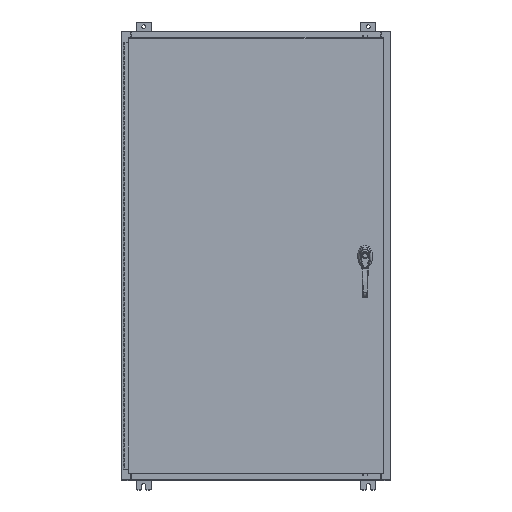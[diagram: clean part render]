
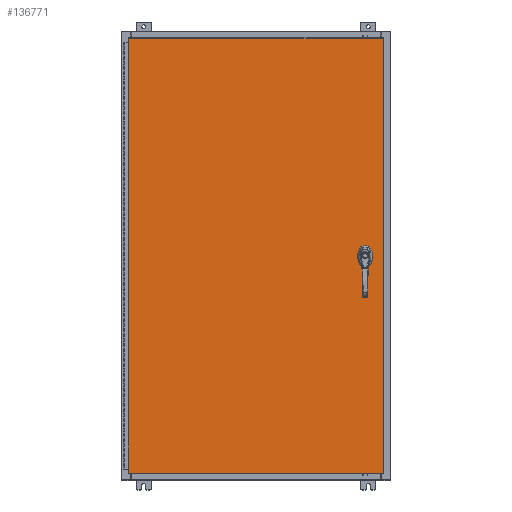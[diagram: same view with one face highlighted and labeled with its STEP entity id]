
A CAD part, top view. The second image highlights one B-rep face of the part: STEP entity #136771.
In plain terms, the highlighted planar face has unit normal (0, 0, 1).
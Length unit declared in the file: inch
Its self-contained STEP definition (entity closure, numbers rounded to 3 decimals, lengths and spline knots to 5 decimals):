
#56 = EDGE_CURVE ( 'NONE', #74209, #69352, #13637, .T. ) ;
#1335 = EDGE_LOOP ( 'NONE', ( #114745, #24327 ) ) ;
#2732 = CARTESIAN_POINT ( 'NONE',  ( 14.981, -0.20023, 0. ) ) ;
#2830 = VERTEX_POINT ( 'NONE', #51550 ) ;
#4866 = CARTESIAN_POINT ( 'NONE',  ( 14.578, -1.338, 0. ) ) ;
#6097 = ORIENTED_EDGE ( 'NONE', *, *, #56, .F. ) ;
#7460 = DIRECTION ( 'NONE',  ( 0., -1., 0. ) ) ;
#7610 = FACE_OUTER_BOUND ( 'NONE', #98444, .T. ) ;
#8010 = VERTEX_POINT ( 'NONE', #86200 ) ;
#8077 = CARTESIAN_POINT ( 'NONE',  ( 14.77823, -0.403, 0. ) ) ;
#9704 = VECTOR ( 'NONE', #7460, 39.37008 ) ;
#12548 = LINE ( 'NONE', #113924, #18044 ) ;
#13148 = VECTOR ( 'NONE', #70346, 39.37008 ) ;
#13477 = ORIENTED_EDGE ( 'NONE', *, *, #29127, .F. ) ;
#13637 = CIRCLE ( 'NONE', #43854, 0.45 ) ;
#15786 = DIRECTION ( 'NONE',  ( 1., 0., 0. ) ) ;
#16471 = CARTESIAN_POINT ( 'NONE',  ( 14.175, 0.20023, 0. ) ) ;
#16571 = CARTESIAN_POINT ( 'NONE',  ( 0., -0.403, 0. ) ) ;
#17040 = CARTESIAN_POINT ( 'NONE',  ( 14.175, 0., 0. ) ) ;
#18044 = VECTOR ( 'NONE', #124888, 39.37008 ) ;
#18515 = PLANE ( 'NONE',  #64419 ) ;
#18652 = ORIENTED_EDGE ( 'NONE', *, *, #73178, .F. ) ;
#20178 = CARTESIAN_POINT ( 'NONE',  ( 16.9903, 29.0063, 0. ) ) ;
#20830 = VERTEX_POINT ( 'NONE', #69915 ) ;
#21232 = DIRECTION ( 'NONE',  ( 0., 0., 1. ) ) ;
#21687 = DIRECTION ( 'NONE',  ( 0., -1., 0. ) ) ;
#23282 = CIRCLE ( 'NONE', #53259, 0.45 ) ;
#24292 = VERTEX_POINT ( 'NONE', #97864 ) ;
#24327 = ORIENTED_EDGE ( 'NONE', *, *, #43914, .F. ) ;
#24620 = CARTESIAN_POINT ( 'NONE',  ( 14.578, 0., 0. ) ) ;
#25240 = LINE ( 'NONE', #16571, #102319 ) ;
#26289 = CARTESIAN_POINT ( 'NONE',  ( 14.77823, 0.403, 0. ) ) ;
#27062 = EDGE_CURVE ( 'NONE', #8010, #104738, #115807, .T. ) ;
#29127 = EDGE_CURVE ( 'NONE', #2830, #38075, #70884, .T. ) ;
#30223 = AXIS2_PLACEMENT_3D ( 'NONE', #24620, #101213, #35642 ) ;
#35642 = DIRECTION ( 'NONE',  ( 1., 0., 0. ) ) ;
#37083 = VECTOR ( 'NONE', #104661, 39.37008 ) ;
#38075 = VERTEX_POINT ( 'NONE', #119708 ) ;
#43142 = VERTEX_POINT ( 'NONE', #2732 ) ;
#43854 = AXIS2_PLACEMENT_3D ( 'NONE', #58715, #120062, #107660 ) ;
#43914 = EDGE_CURVE ( 'NONE', #20830, #24292, #105678, .T. ) ;
#44045 = CARTESIAN_POINT ( 'NONE',  ( 14.981, 0.20023, 0. ) ) ;
#44097 = CARTESIAN_POINT ( 'NONE',  ( 14.578, 0., 0. ) ) ;
#46144 = AXIS2_PLACEMENT_3D ( 'NONE', #52165, #128728, #63161 ) ;
#47702 = CARTESIAN_POINT ( 'NONE',  ( -16.9903, -29.0063, 0. ) ) ;
#51496 = CARTESIAN_POINT ( 'NONE',  ( 0., 0., 0. ) ) ;
#51550 = CARTESIAN_POINT ( 'NONE',  ( 14.175, -0.20023, 0. ) ) ;
#52165 = CARTESIAN_POINT ( 'NONE',  ( 14.578, -1.338, 0. ) ) ;
#53259 = AXIS2_PLACEMENT_3D ( 'NONE', #44097, #120666, #55069 ) ;
#55069 = DIRECTION ( 'NONE',  ( 1., 0., 0. ) ) ;
#57717 = EDGE_CURVE ( 'NONE', #132890, #8010, #108212, .T. ) ;
#58715 = CARTESIAN_POINT ( 'NONE',  ( 14.578, 0., 0. ) ) ;
#60062 = AXIS2_PLACEMENT_3D ( 'NONE', #86802, #21232, #97826 ) ;
#62324 = FACE_BOUND ( 'NONE', #1335, .T. ) ;
#62505 = DIRECTION ( 'NONE',  ( -1., 0., 0. ) ) ;
#63161 = DIRECTION ( 'NONE',  ( 1., 0., 0. ) ) ;
#64176 = DIRECTION ( 'NONE',  ( -1., 0., 0. ) ) ;
#64419 = AXIS2_PLACEMENT_3D ( 'NONE', #51496, #128056, #62505 ) ;
#65529 = EDGE_CURVE ( 'NONE', #24292, #20830, #134464, .T. ) ;
#65794 = FACE_BOUND ( 'NONE', #73981, .T. ) ;
#69352 = VERTEX_POINT ( 'NONE', #16471 ) ;
#69915 = CARTESIAN_POINT ( 'NONE',  ( 14.4065, -1.338, 0. ) ) ;
#70346 = DIRECTION ( 'NONE',  ( -1., 0., 0. ) ) ;
#70884 = CIRCLE ( 'NONE', #60062, 0.45 ) ;
#73178 = EDGE_CURVE ( 'NONE', #125301, #43142, #78985, .T. ) ;
#73789 = CARTESIAN_POINT ( 'NONE',  ( -16.9903, -29.0063, 0. ) ) ;
#73981 = EDGE_LOOP ( 'NONE', ( #134333, #18652, #109199, #13477, #118714, #6097, #92022, #87200 ) ) ;
#74209 = VERTEX_POINT ( 'NONE', #83649 ) ;
#75509 = VECTOR ( 'NONE', #21687, 39.37008 ) ;
#78203 = LINE ( 'NONE', #80929, #13148 ) ;
#78985 = CIRCLE ( 'NONE', #30223, 0.45 ) ;
#79057 = VECTOR ( 'NONE', #64176, 39.37008 ) ;
#80929 = CARTESIAN_POINT ( 'NONE',  ( 0., 0.403, 0. ) ) ;
#81369 = DIRECTION ( 'NONE',  ( 0., 0., 1. ) ) ;
#81791 = EDGE_CURVE ( 'NONE', #112281, #43142, #133792, .T. ) ;
#83649 = CARTESIAN_POINT ( 'NONE',  ( 14.37777, 0.403, 0. ) ) ;
#86200 = CARTESIAN_POINT ( 'NONE',  ( -16.9903, 29.0063, 0. ) ) ;
#86802 = CARTESIAN_POINT ( 'NONE',  ( 14.578, 0., 0. ) ) ;
#87200 = ORIENTED_EDGE ( 'NONE', *, *, #87832, .F. ) ;
#87832 = EDGE_CURVE ( 'NONE', #112281, #118158, #23282, .T. ) ;
#88362 = EDGE_CURVE ( 'NONE', #88617, #132890, #12548, .T. ) ;
#88617 = VERTEX_POINT ( 'NONE', #112856 ) ;
#92022 = ORIENTED_EDGE ( 'NONE', *, *, #128045, .F. ) ;
#93191 = DIRECTION ( 'NONE',  ( 1., 0., 0. ) ) ;
#95297 = LINE ( 'NONE', #17040, #37083 ) ;
#97051 = ORIENTED_EDGE ( 'NONE', *, *, #27062, .T. ) ;
#97826 = DIRECTION ( 'NONE',  ( 1., 0., 0. ) ) ;
#97864 = CARTESIAN_POINT ( 'NONE',  ( 14.7495, -1.338, 0. ) ) ;
#98284 = CARTESIAN_POINT ( 'NONE',  ( 14.981, 0., 0. ) ) ;
#98444 = EDGE_LOOP ( 'NONE', ( #117230, #129583, #127382, #97051 ) ) ;
#101213 = DIRECTION ( 'NONE',  ( 0., 0., 1. ) ) ;
#102319 = VECTOR ( 'NONE', #93191, 39.37008 ) ;
#103800 = EDGE_CURVE ( 'NONE', #38075, #125301, #25240, .T. ) ;
#104661 = DIRECTION ( 'NONE',  ( 0., -1., 0. ) ) ;
#104738 = VERTEX_POINT ( 'NONE', #73789 ) ;
#105678 = CIRCLE ( 'NONE', #127111, 0.1715 ) ;
#105912 = EDGE_CURVE ( 'NONE', #69352, #2830, #95297, .T. ) ;
#107660 = DIRECTION ( 'NONE',  ( 1., 0., 0. ) ) ;
#108212 = LINE ( 'NONE', #20178, #79057 ) ;
#109199 = ORIENTED_EDGE ( 'NONE', *, *, #103800, .F. ) ;
#112281 = VERTEX_POINT ( 'NONE', #44045 ) ;
#112856 = CARTESIAN_POINT ( 'NONE',  ( 16.9903, -29.0063, 0. ) ) ;
#112964 = EDGE_CURVE ( 'NONE', #104738, #88617, #114127, .T. ) ;
#113924 = CARTESIAN_POINT ( 'NONE',  ( 16.9903, -29.0063, 0. ) ) ;
#114127 = LINE ( 'NONE', #47702, #139796 ) ;
#114745 = ORIENTED_EDGE ( 'NONE', *, *, #65529, .F. ) ;
#115807 = LINE ( 'NONE', #138506, #9704 ) ;
#117230 = ORIENTED_EDGE ( 'NONE', *, *, #112964, .T. ) ;
#118158 = VERTEX_POINT ( 'NONE', #26289 ) ;
#118714 = ORIENTED_EDGE ( 'NONE', *, *, #105912, .F. ) ;
#119708 = CARTESIAN_POINT ( 'NONE',  ( 14.37777, -0.403, 0. ) ) ;
#120062 = DIRECTION ( 'NONE',  ( 0., 0., 1. ) ) ;
#120666 = DIRECTION ( 'NONE',  ( 0., 0., 1. ) ) ;
#121807 = CARTESIAN_POINT ( 'NONE',  ( 16.9903, 29.0063, 0. ) ) ;
#124888 = DIRECTION ( 'NONE',  ( 0., 1., 0. ) ) ;
#125301 = VERTEX_POINT ( 'NONE', #8077 ) ;
#127111 = AXIS2_PLACEMENT_3D ( 'NONE', #4866, #81369, #15786 ) ;
#127382 = ORIENTED_EDGE ( 'NONE', *, *, #57717, .T. ) ;
#128045 = EDGE_CURVE ( 'NONE', #118158, #74209, #78203, .T. ) ;
#128056 = DIRECTION ( 'NONE',  ( 0., 0., -1. ) ) ;
#128728 = DIRECTION ( 'NONE',  ( 0., 0., 1. ) ) ;
#129583 = ORIENTED_EDGE ( 'NONE', *, *, #88362, .T. ) ;
#132890 = VERTEX_POINT ( 'NONE', #121807 ) ;
#133792 = LINE ( 'NONE', #98284, #75509 ) ;
#134333 = ORIENTED_EDGE ( 'NONE', *, *, #81791, .T. ) ;
#134464 = CIRCLE ( 'NONE', #46144, 0.1715 ) ;
#135264 = DIRECTION ( 'NONE',  ( 1., 0., 0. ) ) ;
#136771 = ADVANCED_FACE ( 'NONE', ( #62324, #7610, #65794 ), #18515, .F. ) ;
#138506 = CARTESIAN_POINT ( 'NONE',  ( -16.9903, 29.0063, 0. ) ) ;
#139796 = VECTOR ( 'NONE', #135264, 39.37008 ) ;
